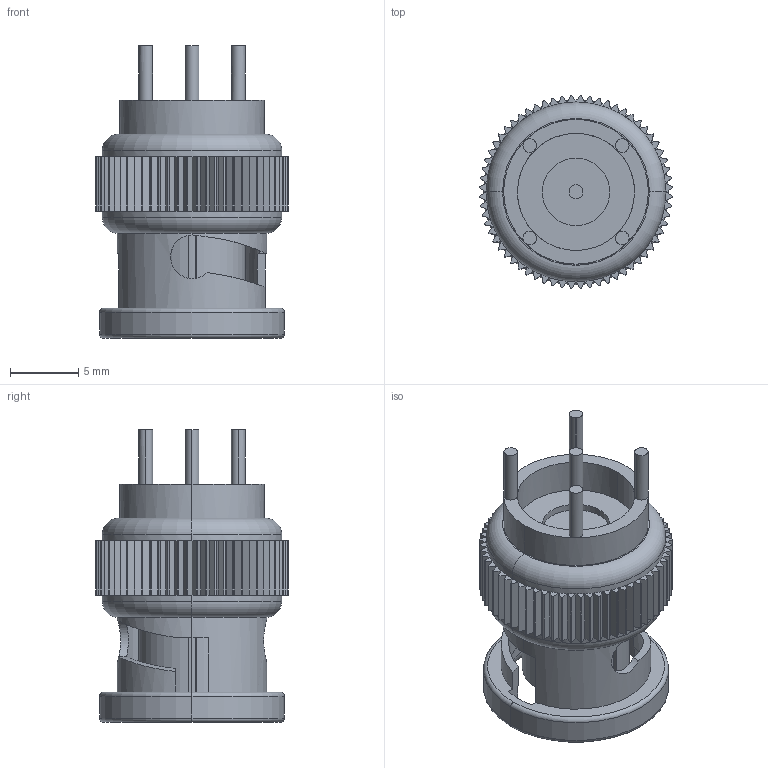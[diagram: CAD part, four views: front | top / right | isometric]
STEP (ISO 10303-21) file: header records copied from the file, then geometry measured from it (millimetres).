
FILE_DESCRIPTION (( 'STEP AP214' ), '1' );
FILE_NAME ('BNC.STEP', '2023-09-19T13:12:56', ( '' ), ( '' ), 'SwSTEP 2.0', 'SolidWorks 2017', '' );
FILE_SCHEMA (( 'AUTOMOTIVE_DESIGN' ));
Length unit declared in the file: millimetre
Products named in the file (1): BNC
Bounding box: 14.19 x 14.19 x 21.5 mm (x, y, z)
Volume: 1362.7 mm3; surface area: 1838.4 mm2
Topology: 1 solids, 1 shells, 429 faces, 980 edges, 559 vertices
Faces by surface type: plane 297, cylinder 120, torus 10, cone 2
Entity records: 16737 total; most frequent: CARTESIAN_POINT 2290, DIRECTION 2191, ORIENTED_EDGE 1960, EDGE_CURVE 980, AXIS2_PLACEMENT_3D 814, VECTOR 563, LINE 563, VERTEX_POINT 559
